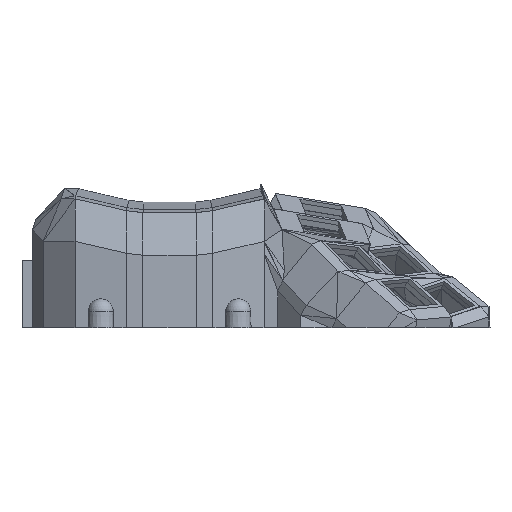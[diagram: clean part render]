
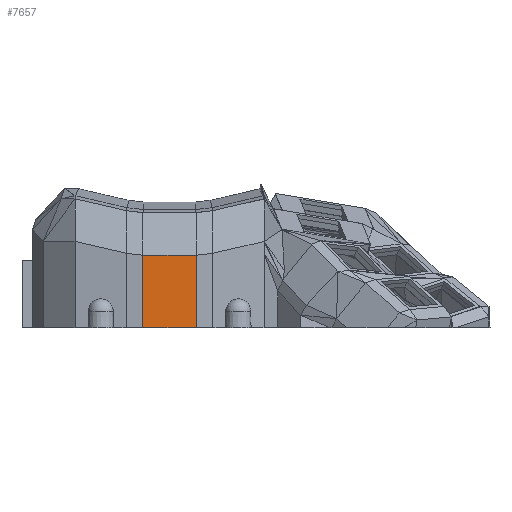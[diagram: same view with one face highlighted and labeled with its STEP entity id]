
A CAD part, left-side view. The second image highlights one B-rep face of the part: STEP entity #7657.
In plain terms, the highlighted planar face has unit normal (-1, 0, 0).
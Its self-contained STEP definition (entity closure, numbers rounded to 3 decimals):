
#99 = PLANE('',#100);
#100 = AXIS2_PLACEMENT_3D('',#101,#102,#103);
#101 = CARTESIAN_POINT('',(-175.,-175.,0.));
#102 = DIRECTION('',(0.,0.,1.));
#103 = DIRECTION('',(1.,0.,0.));
#3031 = VERTEX_POINT('',#3032);
#3032 = CARTESIAN_POINT('',(-88.178,8.8,0.));
#3045 = PLANE('',#3046);
#3046 = AXIS2_PLACEMENT_3D('',#3047,#3048,#3049);
#3047 = CARTESIAN_POINT('',(-87.953,12.216,
    22.887));
#3048 = DIRECTION('',(-0.998,0.066,
    0.));
#3049 = DIRECTION('',(-0.066,-0.998,0.));
#3056 = EDGE_CURVE('',#3031,#3057,#3059,.T.);
#3057 = VERTEX_POINT('',#3058);
#3058 = CARTESIAN_POINT('',(-88.178,-8.8,0.));
#3059 = SURFACE_CURVE('',#3060,(#3064,#3070),.PCURVE_S1.);
#3060 = LINE('',#3061,#3062);
#3061 = CARTESIAN_POINT('',(-88.178,-87.944,0.));
#3062 = VECTOR('',#3063,1.);
#3063 = DIRECTION('',(0.,-1.,0.));
#3064 = PCURVE('',#99,#3065);
#3065 = DEFINITIONAL_REPRESENTATION('',(#3066),#3069);
#3066 = B_SPLINE_CURVE_WITH_KNOTS('',1,(#3067,#3068),.UNSPECIFIED.,.F.,
  .F.,(2,2),(-96.744,-79.144),.PIECEWISE_BEZIER_KNOTS.);
#3067 = CARTESIAN_POINT('',(86.822,183.8));
#3068 = CARTESIAN_POINT('',(86.822,166.2));
#3069 = ( GEOMETRIC_REPRESENTATION_CONTEXT(2) 
PARAMETRIC_REPRESENTATION_CONTEXT() REPRESENTATION_CONTEXT('2D SPACE',''
  ) );
#3070 = PCURVE('',#3071,#3076);
#3071 = PLANE('',#3072);
#3072 = AXIS2_PLACEMENT_3D('',#3073,#3074,#3075);
#3073 = CARTESIAN_POINT('',(-88.178,-0.888,
    22.694));
#3074 = DIRECTION('',(1.,0.,0.));
#3075 = DIRECTION('',(-0.,0.,1.));
#3076 = DEFINITIONAL_REPRESENTATION('',(#3077),#3080);
#3077 = B_SPLINE_CURVE_WITH_KNOTS('',1,(#3078,#3079),.UNSPECIFIED.,.F.,
  .F.,(2,2),(-96.744,-79.144),.PIECEWISE_BEZIER_KNOTS.);
#3078 = CARTESIAN_POINT('',(-22.694,-9.688));
#3079 = CARTESIAN_POINT('',(-22.694,7.912));
#3080 = ( GEOMETRIC_REPRESENTATION_CONTEXT(2) 
PARAMETRIC_REPRESENTATION_CONTEXT() REPRESENTATION_CONTEXT('2D SPACE',''
  ) );
#3097 = PLANE('',#3098);
#3098 = AXIS2_PLACEMENT_3D('',#3099,#3100,#3101);
#3099 = CARTESIAN_POINT('',(-87.955,-12.186,
    21.532));
#3100 = DIRECTION('',(0.998,0.066,0.));
#3101 = DIRECTION('',(-0.066,0.998,0.));
#7608 = VERTEX_POINT('',#7609);
#7609 = CARTESIAN_POINT('',(-88.178,-8.8,23.807));
#7637 = EDGE_CURVE('',#3057,#7608,#7638,.T.);
#7638 = SURFACE_CURVE('',#7639,(#7643,#7650),.PCURVE_S1.);
#7639 = LINE('',#7640,#7641);
#7640 = CARTESIAN_POINT('',(-88.178,-8.8,-10.));
#7641 = VECTOR('',#7642,1.);
#7642 = DIRECTION('',(0.,0.,1.));
#7643 = PCURVE('',#3097,#7644);
#7644 = DEFINITIONAL_REPRESENTATION('',(#7645),#7649);
#7645 = LINE('',#7646,#7647);
#7646 = CARTESIAN_POINT('',(3.393,-31.532));
#7647 = VECTOR('',#7648,1.);
#7648 = DIRECTION('',(0.,1.));
#7649 = ( GEOMETRIC_REPRESENTATION_CONTEXT(2) 
PARAMETRIC_REPRESENTATION_CONTEXT() REPRESENTATION_CONTEXT('2D SPACE',''
  ) );
#7650 = PCURVE('',#3071,#7651);
#7651 = DEFINITIONAL_REPRESENTATION('',(#7652),#7656);
#7652 = LINE('',#7653,#7654);
#7653 = CARTESIAN_POINT('',(-32.694,7.912));
#7654 = VECTOR('',#7655,1.);
#7655 = DIRECTION('',(1.,0.));
#7656 = ( GEOMETRIC_REPRESENTATION_CONTEXT(2) 
PARAMETRIC_REPRESENTATION_CONTEXT() REPRESENTATION_CONTEXT('2D SPACE',''
  ) );
#7657 = ADVANCED_FACE('',(#7658),#3071,.F.);
#7658 = FACE_BOUND('',#7659,.F.);
#7659 = EDGE_LOOP('',(#7660,#7661,#7684,#7710));
#7660 = ORIENTED_EDGE('',*,*,#3056,.F.);
#7661 = ORIENTED_EDGE('',*,*,#7662,.F.);
#7662 = EDGE_CURVE('',#7663,#3031,#7665,.T.);
#7663 = VERTEX_POINT('',#7664);
#7664 = CARTESIAN_POINT('',(-88.178,8.8,23.807));
#7665 = SURFACE_CURVE('',#7666,(#7670,#7677),.PCURVE_S1.);
#7666 = LINE('',#7667,#7668);
#7667 = CARTESIAN_POINT('',(-88.178,8.8,23.807));
#7668 = VECTOR('',#7669,1.);
#7669 = DIRECTION('',(0.,0.,-1.));
#7670 = PCURVE('',#3071,#7671);
#7671 = DEFINITIONAL_REPRESENTATION('',(#7672),#7676);
#7672 = LINE('',#7673,#7674);
#7673 = CARTESIAN_POINT('',(1.112,-9.688));
#7674 = VECTOR('',#7675,1.);
#7675 = DIRECTION('',(-1.,0.));
#7676 = ( GEOMETRIC_REPRESENTATION_CONTEXT(2) 
PARAMETRIC_REPRESENTATION_CONTEXT() REPRESENTATION_CONTEXT('2D SPACE',''
  ) );
#7677 = PCURVE('',#3045,#7678);
#7678 = DEFINITIONAL_REPRESENTATION('',(#7679),#7683);
#7679 = LINE('',#7680,#7681);
#7680 = CARTESIAN_POINT('',(3.423,0.919));
#7681 = VECTOR('',#7682,1.);
#7682 = DIRECTION('',(0.,-1.));
#7683 = ( GEOMETRIC_REPRESENTATION_CONTEXT(2) 
PARAMETRIC_REPRESENTATION_CONTEXT() REPRESENTATION_CONTEXT('2D SPACE',''
  ) );
#7684 = ORIENTED_EDGE('',*,*,#7685,.T.);
#7685 = EDGE_CURVE('',#7663,#7608,#7686,.T.);
#7686 = SURFACE_CURVE('',#7687,(#7691,#7698),.PCURVE_S1.);
#7687 = LINE('',#7688,#7689);
#7688 = CARTESIAN_POINT('',(-88.178,8.8,23.807));
#7689 = VECTOR('',#7690,1.);
#7690 = DIRECTION('',(0.,-1.,0.));
#7691 = PCURVE('',#3071,#7692);
#7692 = DEFINITIONAL_REPRESENTATION('',(#7693),#7697);
#7693 = LINE('',#7694,#7695);
#7694 = CARTESIAN_POINT('',(1.112,-9.688));
#7695 = VECTOR('',#7696,1.);
#7696 = DIRECTION('',(0.,1.));
#7697 = ( GEOMETRIC_REPRESENTATION_CONTEXT(2) 
PARAMETRIC_REPRESENTATION_CONTEXT() REPRESENTATION_CONTEXT('2D SPACE',''
  ) );
#7698 = PCURVE('',#7699,#7704);
#7699 = PLANE('',#7700);
#7700 = AXIS2_PLACEMENT_3D('',#7701,#7702,#7703);
#7701 = CARTESIAN_POINT('',(-86.471,-2.357,
    28.587));
#7702 = DIRECTION('',(-0.942,0.,0.336)
  );
#7703 = DIRECTION('',(-0.336,0.,-0.942
    ));
#7704 = DEFINITIONAL_REPRESENTATION('',(#7705),#7709);
#7705 = LINE('',#7706,#7707);
#7706 = CARTESIAN_POINT('',(5.076,-11.157));
#7707 = VECTOR('',#7708,1.);
#7708 = DIRECTION('',(0.,1.));
#7709 = ( GEOMETRIC_REPRESENTATION_CONTEXT(2) 
PARAMETRIC_REPRESENTATION_CONTEXT() REPRESENTATION_CONTEXT('2D SPACE',''
  ) );
#7710 = ORIENTED_EDGE('',*,*,#7637,.F.);
